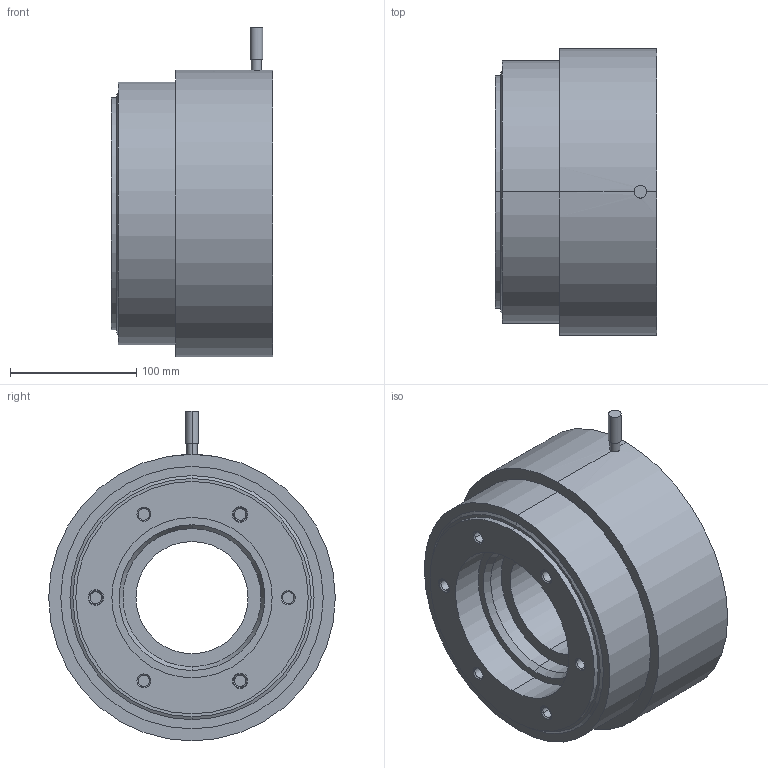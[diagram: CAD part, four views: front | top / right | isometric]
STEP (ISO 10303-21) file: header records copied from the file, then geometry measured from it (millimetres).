
FILE_DESCRIPTION(('starvars output'),'2;1');
FILE_NAME('cv20170217080442000030584.stp','08:04:42 2017/02/17',( 'Thomas Industrial Network Germany GmbH'),( 'Thomas Industrial Network Germany GmbH'),'unknown preprocess','ACIS' ,'unknown authorization');
FILE_SCHEMA(('CONFIG_CONTROL_DESIGN {UNKNOWN IMPLEMENTATION LEVEL}'));
Length unit declared in the file: millimetre
Products named in the file (1): PRODUCT_ID_2
Bounding box: 128.02 x 227.08 x 261.37 mm (x, y, z)
Volume: 3783725.4 mm3; surface area: 207227.7 mm2
Topology: 1 solids, 1 shells, 114 faces, 230 edges, 137 vertices
Faces by surface type: cylinder 48, cone 44, plane 22
Entity records: 2529 total; most frequent: ORIENTED_EDGE 460, CARTESIAN_POINT 403, DIRECTION 363, EDGE_CURVE 230, VERTEX_POINT 137, AXIS2_PLACEMENT_3D 135, EDGE_LOOP 135, FACE_BOUND 135
